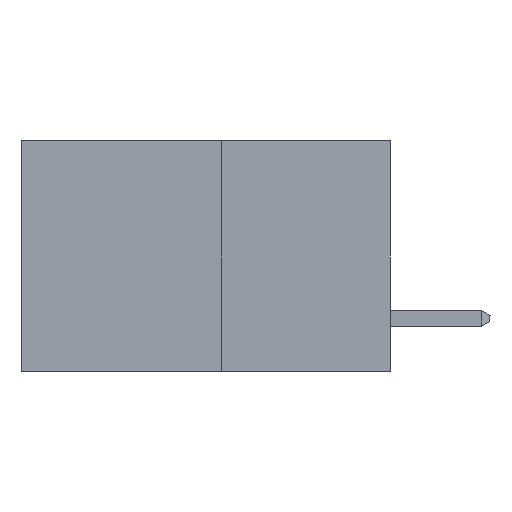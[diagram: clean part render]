
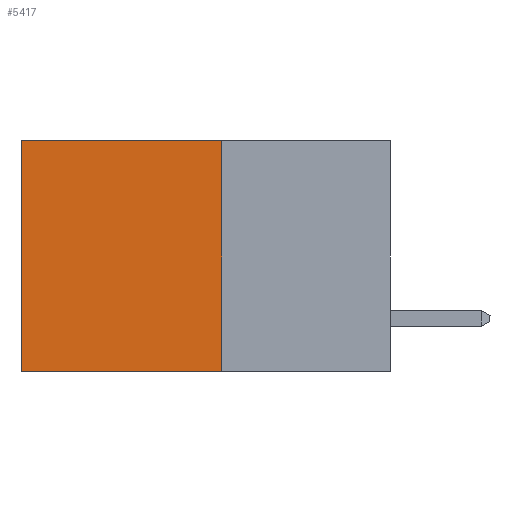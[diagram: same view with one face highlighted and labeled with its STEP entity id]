
A CAD part, left-side view. The second image highlights one B-rep face of the part: STEP entity #5417.
In plain terms, the highlighted planar face has unit normal (-1, 0, 0).
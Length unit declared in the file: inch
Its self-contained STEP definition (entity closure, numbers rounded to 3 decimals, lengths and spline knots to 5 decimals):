
#162 = LINE ( 'NONE', #308, #2610 ) ;
#308 = CARTESIAN_POINT ( 'NONE',  ( 0.277, 0.27, -0.37 ) ) ;
#1009 = CARTESIAN_POINT ( 'NONE',  ( 0.277, 0.27, -0.37 ) ) ;
#1258 = PLANE ( 'NONE',  #10235 ) ;
#1475 = CARTESIAN_POINT ( 'NONE',  ( 0.277, 0.27, -0.37 ) ) ;
#1860 = LINE ( 'NONE', #1475, #6812 ) ;
#2559 = DIRECTION ( 'NONE',  ( 0., 1., 0. ) ) ;
#2610 = VECTOR ( 'NONE', #9977, 39.37008 ) ;
#2645 = CARTESIAN_POINT ( 'NONE',  ( 0.277, 0.27, 0. ) ) ;
#3005 = VECTOR ( 'NONE', #11956, 39.37008 ) ;
#3362 = EDGE_CURVE ( 'NONE', #6221, #5185, #5528, .T. ) ;
#5185 = VERTEX_POINT ( 'NONE', #8260 ) ;
#5390 = EDGE_CURVE ( 'NONE', #10253, #6221, #11173, .T. ) ;
#5417 = ADVANCED_FACE ( 'NONE', ( #8507 ), #1258, .F. ) ;
#5528 = LINE ( 'NONE', #6522, #3005 ) ;
#6221 = VERTEX_POINT ( 'NONE', #7304 ) ;
#6522 = CARTESIAN_POINT ( 'NONE',  ( 0.277, 0.59, -0.37 ) ) ;
#6812 = VECTOR ( 'NONE', #2559, 39.37008 ) ;
#7043 = DIRECTION ( 'NONE',  ( 0., 1., 0. ) ) ;
#7304 = CARTESIAN_POINT ( 'NONE',  ( 0.277, 0.59, 0. ) ) ;
#7514 = ORIENTED_EDGE ( 'NONE', *, *, #5390, .T. ) ;
#8236 = EDGE_LOOP ( 'NONE', ( #11194, #9485, #12342, #7514 ) ) ;
#8260 = CARTESIAN_POINT ( 'NONE',  ( 0.277, 0.59, -0.37 ) ) ;
#8507 = FACE_OUTER_BOUND ( 'NONE', #8236, .T. ) ;
#8512 = DIRECTION ( 'NONE',  ( 1., 0., 0. ) ) ;
#8588 = DIRECTION ( 'NONE',  ( 0., 0., -1. ) ) ;
#8784 = VECTOR ( 'NONE', #7043, 39.37008 ) ;
#9051 = CARTESIAN_POINT ( 'NONE',  ( 0.277, 0.27, -0.37 ) ) ;
#9485 = ORIENTED_EDGE ( 'NONE', *, *, #10178, .F. ) ;
#9977 = DIRECTION ( 'NONE',  ( 0., 0., -1. ) ) ;
#10178 = EDGE_CURVE ( 'NONE', #11696, #5185, #1860, .T. ) ;
#10235 = AXIS2_PLACEMENT_3D ( 'NONE', #9051, #8512, #8588 ) ;
#10253 = VERTEX_POINT ( 'NONE', #2645 ) ;
#10396 = CARTESIAN_POINT ( 'NONE',  ( 0.277, 0.27, 0. ) ) ;
#11173 = LINE ( 'NONE', #10396, #8784 ) ;
#11194 = ORIENTED_EDGE ( 'NONE', *, *, #3362, .T. ) ;
#11696 = VERTEX_POINT ( 'NONE', #1009 ) ;
#11843 = EDGE_CURVE ( 'NONE', #10253, #11696, #162, .T. ) ;
#11956 = DIRECTION ( 'NONE',  ( 0., 0., -1. ) ) ;
#12342 = ORIENTED_EDGE ( 'NONE', *, *, #11843, .F. ) ;
